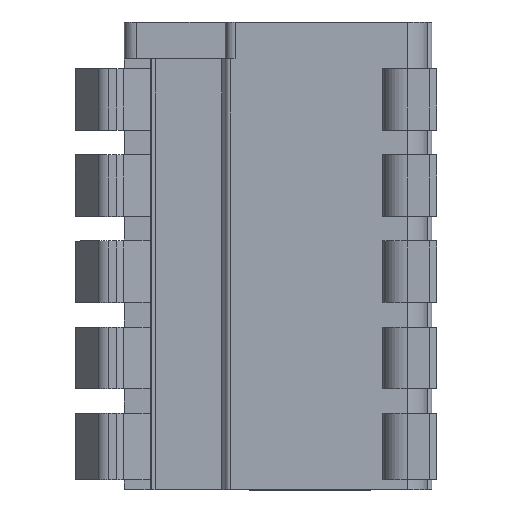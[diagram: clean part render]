
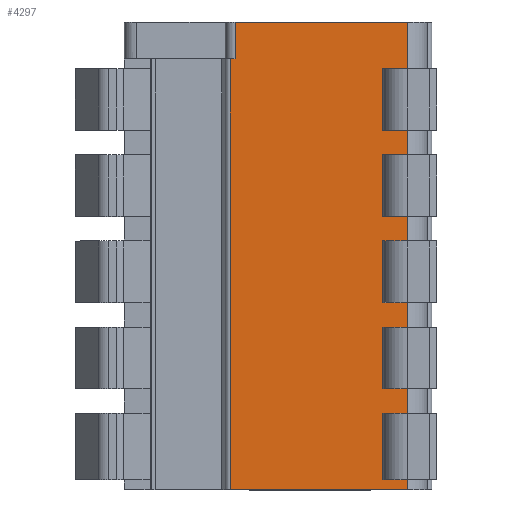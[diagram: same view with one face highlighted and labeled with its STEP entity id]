
A CAD part, top view. The second image highlights one B-rep face of the part: STEP entity #4297.
In plain terms, the highlighted planar face has unit normal (0, 0, 1).
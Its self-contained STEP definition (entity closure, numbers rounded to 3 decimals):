
#98=DIRECTION('',(1.,0.,0.));
#99=VECTOR('',#98,0.2);
#100=CARTESIAN_POINT('',(-1.07,0.,3.48));
#101=LINE('',#100,#99);
#102=DIRECTION('',(0.,1.,0.));
#103=VECTOR('',#102,1.5);
#104=CARTESIAN_POINT('',(-0.87,0.,3.48));
#105=LINE('',#104,#103);
#106=DIRECTION('',(-1.,0.,0.));
#107=VECTOR('',#106,1.);
#108=CARTESIAN_POINT('',(6.13,-0.4,3.48));
#109=LINE('',#108,#107);
#110=DIRECTION('',(-1.,0.,0.));
#111=VECTOR('',#110,1.);
#112=CARTESIAN_POINT('',(6.13,-3.9,3.48));
#113=LINE('',#112,#111);
#114=DIRECTION('',(-1.,0.,0.));
#115=VECTOR('',#114,1.);
#116=CARTESIAN_POINT('',(6.13,-7.4,3.48));
#117=LINE('',#116,#115);
#118=DIRECTION('',(-1.,0.,0.));
#119=VECTOR('',#118,1.);
#120=CARTESIAN_POINT('',(6.13,-10.9,3.48));
#121=LINE('',#120,#119);
#122=DIRECTION('',(-1.,0.,0.));
#123=VECTOR('',#122,1.);
#124=CARTESIAN_POINT('',(6.13,-14.4,3.48));
#125=LINE('',#124,#123);
#126=DIRECTION('',(-1.,0.,0.));
#127=VECTOR('',#126,1.);
#128=CARTESIAN_POINT('',(6.13,-17.1,3.48));
#129=LINE('',#128,#127);
#130=DIRECTION('',(-1.,0.,0.));
#131=VECTOR('',#130,7.2);
#132=CARTESIAN_POINT('',(6.13,-17.5,3.48));
#133=LINE('',#132,#131);
#134=DIRECTION('',(0.,-1.,0.));
#135=VECTOR('',#134,17.5);
#136=CARTESIAN_POINT('',(-1.07,0.,3.48));
#137=LINE('',#136,#135);
#248=DIRECTION('',(1.,0.,0.));
#249=VECTOR('',#248,7.);
#250=CARTESIAN_POINT('',(-0.87,1.5,3.48));
#251=LINE('',#250,#249);
#780=DIRECTION('',(0.,1.,0.));
#781=VECTOR('',#780,1.9);
#782=CARTESIAN_POINT('',(6.13,-0.4,3.48));
#783=LINE('',#782,#781);
#788=DIRECTION('',(0.,1.,0.));
#789=VECTOR('',#788,0.4);
#790=CARTESIAN_POINT('',(6.13,-17.5,3.48));
#791=LINE('',#790,#789);
#804=DIRECTION('',(0.,1.,0.));
#805=VECTOR('',#804,1.);
#806=CARTESIAN_POINT('',(6.13,-14.4,3.48));
#807=LINE('',#806,#805);
#820=DIRECTION('',(0.,1.,0.));
#821=VECTOR('',#820,1.);
#822=CARTESIAN_POINT('',(6.13,-10.9,3.48));
#823=LINE('',#822,#821);
#836=DIRECTION('',(0.,1.,0.));
#837=VECTOR('',#836,1.);
#838=CARTESIAN_POINT('',(6.13,-7.4,3.48));
#839=LINE('',#838,#837);
#852=DIRECTION('',(0.,1.,0.));
#853=VECTOR('',#852,1.);
#854=CARTESIAN_POINT('',(6.13,-3.9,3.48));
#855=LINE('',#854,#853);
#1053=DIRECTION('',(0.,-1.,0.));
#1054=VECTOR('',#1053,2.5);
#1055=CARTESIAN_POINT('',(5.13,-3.9,3.48));
#1056=LINE('',#1055,#1054);
#1065=DIRECTION('',(0.,-1.,0.));
#1066=VECTOR('',#1065,2.5);
#1067=CARTESIAN_POINT('',(5.13,-7.4,3.48));
#1068=LINE('',#1067,#1066);
#1077=DIRECTION('',(0.,-1.,0.));
#1078=VECTOR('',#1077,2.5);
#1079=CARTESIAN_POINT('',(5.13,-10.9,3.48));
#1080=LINE('',#1079,#1078);
#1093=DIRECTION('',(0.,-1.,0.));
#1094=VECTOR('',#1093,2.5);
#1095=CARTESIAN_POINT('',(5.13,-0.4,3.48));
#1096=LINE('',#1095,#1094);
#1101=DIRECTION('',(0.,-1.,0.));
#1102=VECTOR('',#1101,2.7);
#1103=CARTESIAN_POINT('',(5.13,-14.4,3.48));
#1104=LINE('',#1103,#1102);
#1109=DIRECTION('',(-1.,0.,0.));
#1110=VECTOR('',#1109,1.);
#1111=CARTESIAN_POINT('',(6.13,-6.4,3.48));
#1112=LINE('',#1111,#1110);
#1501=DIRECTION('',(-1.,0.,0.));
#1502=VECTOR('',#1501,1.);
#1503=CARTESIAN_POINT('',(6.13,-9.9,3.48));
#1504=LINE('',#1503,#1502);
#2501=DIRECTION('',(-1.,0.,0.));
#2502=VECTOR('',#2501,1.);
#2503=CARTESIAN_POINT('',(6.13,-13.4,3.48));
#2504=LINE('',#2503,#2502);
#2521=DIRECTION('',(-1.,0.,0.));
#2522=VECTOR('',#2521,1.);
#2523=CARTESIAN_POINT('',(6.13,-2.9,3.48));
#2524=LINE('',#2523,#2522);
#3186=CARTESIAN_POINT('',(-1.07,0.,3.48));
#3188=VERTEX_POINT('',#3186);
#3226=CARTESIAN_POINT('',(-1.07,-17.5,3.48));
#3228=VERTEX_POINT('',#3226);
#3403=CARTESIAN_POINT('',(5.13,-2.9,3.48));
#3405=VERTEX_POINT('',#3403);
#3407=CARTESIAN_POINT('',(5.13,-3.9,3.48));
#3409=VERTEX_POINT('',#3407);
#3435=CARTESIAN_POINT('',(6.13,-2.9,3.48));
#3436=VERTEX_POINT('',#3435);
#3437=CARTESIAN_POINT('',(6.13,-3.9,3.48));
#3438=VERTEX_POINT('',#3437);
#3471=CARTESIAN_POINT('',(5.13,-6.4,3.48));
#3473=VERTEX_POINT('',#3471);
#3475=CARTESIAN_POINT('',(5.13,-7.4,3.48));
#3477=VERTEX_POINT('',#3475);
#3503=CARTESIAN_POINT('',(6.13,-6.4,3.48));
#3504=VERTEX_POINT('',#3503);
#3505=CARTESIAN_POINT('',(6.13,-7.4,3.48));
#3506=VERTEX_POINT('',#3505);
#3539=CARTESIAN_POINT('',(5.13,-9.9,3.48));
#3541=VERTEX_POINT('',#3539);
#3543=CARTESIAN_POINT('',(5.13,-10.9,3.48));
#3545=VERTEX_POINT('',#3543);
#3571=CARTESIAN_POINT('',(6.13,-9.9,3.48));
#3572=VERTEX_POINT('',#3571);
#3573=CARTESIAN_POINT('',(6.13,-10.9,3.48));
#3574=VERTEX_POINT('',#3573);
#3607=CARTESIAN_POINT('',(5.13,-13.4,3.48));
#3609=VERTEX_POINT('',#3607);
#3611=CARTESIAN_POINT('',(5.13,-14.4,3.48));
#3613=VERTEX_POINT('',#3611);
#3639=CARTESIAN_POINT('',(6.13,-13.4,3.48));
#3640=VERTEX_POINT('',#3639);
#3641=CARTESIAN_POINT('',(6.13,-14.4,3.48));
#3642=VERTEX_POINT('',#3641);
#3661=CARTESIAN_POINT('',(5.13,-0.4,3.48));
#3663=VERTEX_POINT('',#3661);
#3677=CARTESIAN_POINT('',(6.13,-0.4,3.48));
#3678=VERTEX_POINT('',#3677);
#3679=CARTESIAN_POINT('',(6.13,-17.1,3.48));
#3680=CARTESIAN_POINT('',(5.13,-17.1,3.48));
#3681=VERTEX_POINT('',#3679);
#3682=VERTEX_POINT('',#3680);
#3715=CARTESIAN_POINT('',(6.13,-17.5,3.48));
#3716=VERTEX_POINT('',#3715);
#3768=CARTESIAN_POINT('',(-0.87,1.5,3.48));
#3770=VERTEX_POINT('',#3768);
#3771=CARTESIAN_POINT('',(6.13,1.5,3.48));
#3772=VERTEX_POINT('',#3771);
#3807=CARTESIAN_POINT('',(-0.87,0.,3.48));
#3809=VERTEX_POINT('',#3807);
#4241=CARTESIAN_POINT('',(-1.07,0.,3.48));
#4242=DIRECTION('',(0.,0.,1.));
#4243=DIRECTION('',(1.,0.,0.));
#4244=AXIS2_PLACEMENT_3D('',#4241,#4242,#4243);
#4245=PLANE('',#4244);
#4246=ORIENTED_EDGE('',*,*,#4138,.T.);
#4247=ORIENTED_EDGE('',*,*,#4201,.T.);
#4249=ORIENTED_EDGE('',*,*,#4248,.T.);
#4251=ORIENTED_EDGE('',*,*,#4250,.F.);
#4253=ORIENTED_EDGE('',*,*,#4252,.T.);
#4255=ORIENTED_EDGE('',*,*,#4254,.T.);
#4257=ORIENTED_EDGE('',*,*,#4256,.F.);
#4259=ORIENTED_EDGE('',*,*,#4258,.F.);
#4261=ORIENTED_EDGE('',*,*,#4260,.T.);
#4263=ORIENTED_EDGE('',*,*,#4262,.T.);
#4265=ORIENTED_EDGE('',*,*,#4264,.F.);
#4267=ORIENTED_EDGE('',*,*,#4266,.F.);
#4269=ORIENTED_EDGE('',*,*,#4268,.T.);
#4271=ORIENTED_EDGE('',*,*,#4270,.T.);
#4273=ORIENTED_EDGE('',*,*,#4272,.F.);
#4275=ORIENTED_EDGE('',*,*,#4274,.F.);
#4277=ORIENTED_EDGE('',*,*,#4276,.T.);
#4279=ORIENTED_EDGE('',*,*,#4278,.T.);
#4281=ORIENTED_EDGE('',*,*,#4280,.F.);
#4283=ORIENTED_EDGE('',*,*,#4282,.F.);
#4285=ORIENTED_EDGE('',*,*,#4284,.T.);
#4287=ORIENTED_EDGE('',*,*,#4286,.T.);
#4289=ORIENTED_EDGE('',*,*,#4288,.F.);
#4291=ORIENTED_EDGE('',*,*,#4290,.F.);
#4293=ORIENTED_EDGE('',*,*,#4292,.T.);
#4294=ORIENTED_EDGE('',*,*,#4233,.F.);
#4295=EDGE_LOOP('',(#4246,#4247,#4249,#4251,#4253,#4255,#4257,#4259,#4261,#4263,
#4265,#4267,#4269,#4271,#4273,#4275,#4277,#4279,#4281,#4283,#4285,#4287,#4289,
#4291,#4293,#4294));
#4296=FACE_OUTER_BOUND('',#4295,.F.);
#4297=ADVANCED_FACE('',(#4296),#4245,.T.);
#4138=EDGE_CURVE('',#3188,#3809,#101,.T.);
#4201=EDGE_CURVE('',#3809,#3770,#105,.T.);
#4233=EDGE_CURVE('',#3188,#3228,#137,.T.);
#4248=EDGE_CURVE('',#3770,#3772,#251,.T.);
#4250=EDGE_CURVE('',#3678,#3772,#783,.T.);
#4252=EDGE_CURVE('',#3678,#3663,#109,.T.);
#4254=EDGE_CURVE('',#3663,#3405,#1096,.T.);
#4256=EDGE_CURVE('',#3436,#3405,#2524,.T.);
#4258=EDGE_CURVE('',#3438,#3436,#855,.T.);
#4260=EDGE_CURVE('',#3438,#3409,#113,.T.);
#4262=EDGE_CURVE('',#3409,#3473,#1056,.T.);
#4264=EDGE_CURVE('',#3504,#3473,#1112,.T.);
#4266=EDGE_CURVE('',#3506,#3504,#839,.T.);
#4268=EDGE_CURVE('',#3506,#3477,#117,.T.);
#4270=EDGE_CURVE('',#3477,#3541,#1068,.T.);
#4272=EDGE_CURVE('',#3572,#3541,#1504,.T.);
#4274=EDGE_CURVE('',#3574,#3572,#823,.T.);
#4276=EDGE_CURVE('',#3574,#3545,#121,.T.);
#4278=EDGE_CURVE('',#3545,#3609,#1080,.T.);
#4280=EDGE_CURVE('',#3640,#3609,#2504,.T.);
#4282=EDGE_CURVE('',#3642,#3640,#807,.T.);
#4284=EDGE_CURVE('',#3642,#3613,#125,.T.);
#4286=EDGE_CURVE('',#3613,#3682,#1104,.T.);
#4288=EDGE_CURVE('',#3681,#3682,#129,.T.);
#4290=EDGE_CURVE('',#3716,#3681,#791,.T.);
#4292=EDGE_CURVE('',#3716,#3228,#133,.T.);
